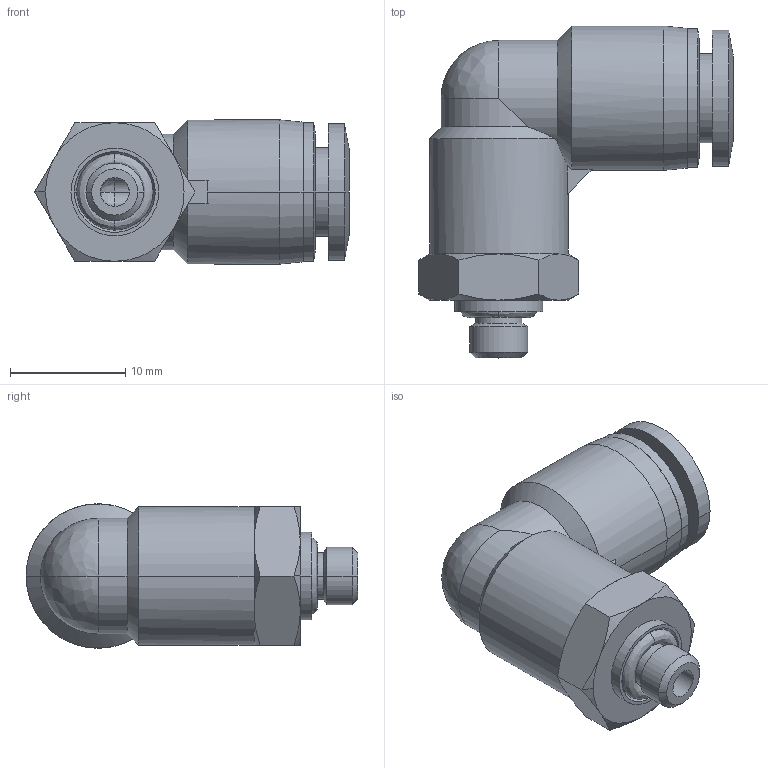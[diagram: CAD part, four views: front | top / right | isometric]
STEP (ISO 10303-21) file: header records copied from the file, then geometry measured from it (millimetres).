
FILE_DESCRIPTION (( 'STEP AP214' ), '1' );
FILE_NAME ('ME6M-M5.step', '2016-02-24T20:40:29', ( '' ), ( '' ), 'SwSTEP 2.0', 'SolidWorks 2015', '' );
FILE_SCHEMA (( 'AUTOMOTIVE_DESIGN' ));
Length unit declared in the file: inch
Products named in the file (1): ME6M-M5
Bounding box: 27.23 x 28.75 x 12.5 mm (x, y, z)
Volume: 3444.4 mm3; surface area: 2419.2 mm2
Topology: 2 solids, 2 shells, 87 faces, 195 edges, 114 vertices
Faces by surface type: cone 29, cylinder 27, plane 19, bspline 10, torus 2
Entity records: 2741 total; most frequent: CARTESIAN_POINT 831, DIRECTION 398, ORIENTED_EDGE 382, EDGE_CURVE 191, AXIS2_PLACEMENT_3D 173, VERTEX_POINT 114, EDGE_LOOP 97, CIRCLE 95
